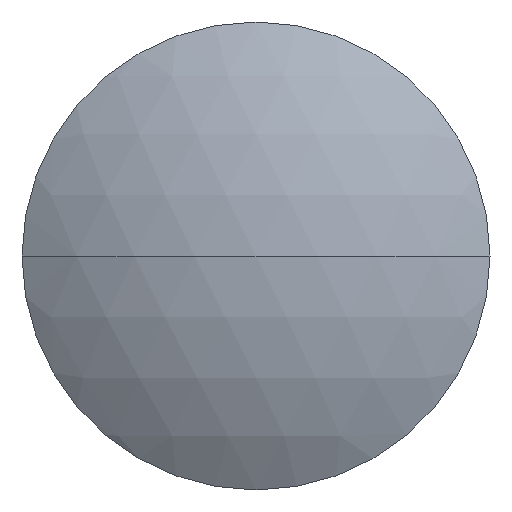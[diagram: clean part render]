
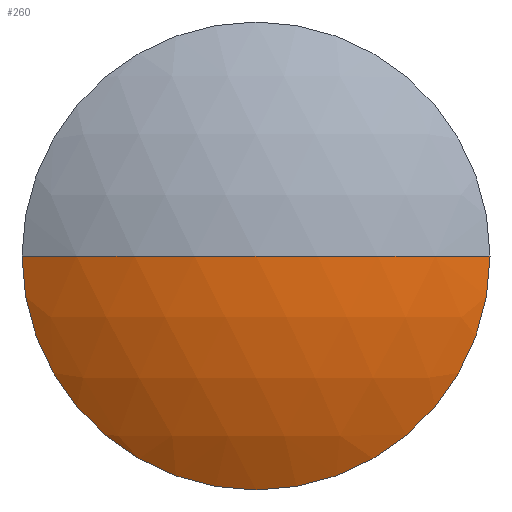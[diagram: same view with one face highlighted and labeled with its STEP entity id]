
A CAD part, left-side view. The second image highlights one B-rep face of the part: STEP entity #260.
In plain terms, the highlighted spherical face has radius 9.428 mm.
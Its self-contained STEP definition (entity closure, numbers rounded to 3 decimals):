
#1 = ORIENTED_EDGE ( 'NONE', *, *, #65, .T. ) ;
#7 = FACE_OUTER_BOUND ( 'NONE', #185, .T. ) ;
#18 = CARTESIAN_POINT ( 'NONE',  ( 41.032, 19.14, 0. ) ) ;
#42 = AXIS2_PLACEMENT_3D ( 'NONE', #77, #200, #246 ) ;
#52 = EDGE_CURVE ( 'NONE', #117, #84, #102, .T. ) ;
#53 = ORIENTED_EDGE ( 'NONE', *, *, #52, .F. ) ;
#57 = CARTESIAN_POINT ( 'NONE',  ( 33.039, 14.14, 0. ) ) ;
#65 = EDGE_CURVE ( 'NONE', #117, #143, #159, .T. ) ;
#76 = DIRECTION ( 'NONE',  ( 0., 0., -1. ) ) ;
#77 = CARTESIAN_POINT ( 'NONE',  ( 41.032, 19.14, 0. ) ) ;
#84 = VERTEX_POINT ( 'NONE', #104 ) ;
#87 = AXIS2_PLACEMENT_3D ( 'NONE', #218, #76, #151 ) ;
#90 = AXIS2_PLACEMENT_3D ( 'NONE', #241, #172, #261 ) ;
#102 = CIRCLE ( 'NONE', #236, 9.428 ) ;
#104 = CARTESIAN_POINT ( 'NONE',  ( 31.604, 19.14, 0. ) ) ;
#108 = CARTESIAN_POINT ( 'NONE',  ( 33.039, 24.14, 0. ) ) ;
#117 = VERTEX_POINT ( 'NONE', #108 ) ;
#121 = EDGE_CURVE ( 'NONE', #143, #84, #235, .T. ) ;
#143 = VERTEX_POINT ( 'NONE', #57 ) ;
#151 = DIRECTION ( 'NONE',  ( 0., 1., 0. ) ) ;
#159 = CIRCLE ( 'NONE', #90, 5. ) ;
#172 = DIRECTION ( 'NONE',  ( -1., 0., 0. ) ) ;
#185 = EDGE_LOOP ( 'NONE', ( #1, #208, #53 ) ) ;
#200 = DIRECTION ( 'NONE',  ( 0., 0., -1. ) ) ;
#208 = ORIENTED_EDGE ( 'NONE', *, *, #121, .T. ) ;
#210 = SPHERICAL_SURFACE ( 'NONE', #42, 9.428 ) ;
#215 = DIRECTION ( 'NONE',  ( 0., 0., 1. ) ) ;
#218 = CARTESIAN_POINT ( 'NONE',  ( 41.032, 19.14, 0. ) ) ;
#235 = CIRCLE ( 'NONE', #87, 9.428 ) ;
#236 = AXIS2_PLACEMENT_3D ( 'NONE', #18, #215, #238 ) ;
#238 = DIRECTION ( 'NONE',  ( 1., 0., 0. ) ) ;
#241 = CARTESIAN_POINT ( 'NONE',  ( 33.039, 19.14, 0. ) ) ;
#246 = DIRECTION ( 'NONE',  ( 0., 1., 0. ) ) ;
#260 = ADVANCED_FACE ( 'NONE', ( #7 ), #210, .T. ) ;
#261 = DIRECTION ( 'NONE',  ( 0., -1., 0. ) ) ;
